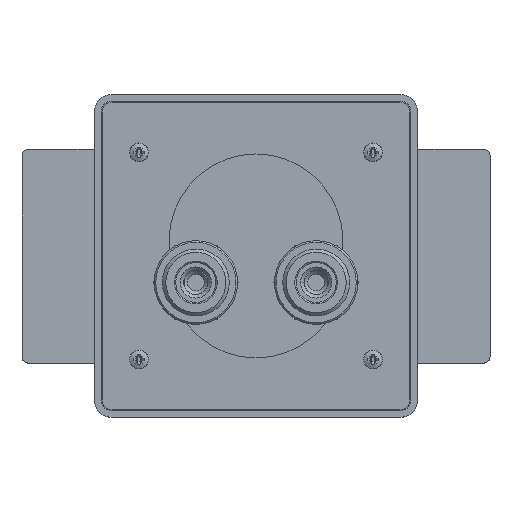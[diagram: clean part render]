
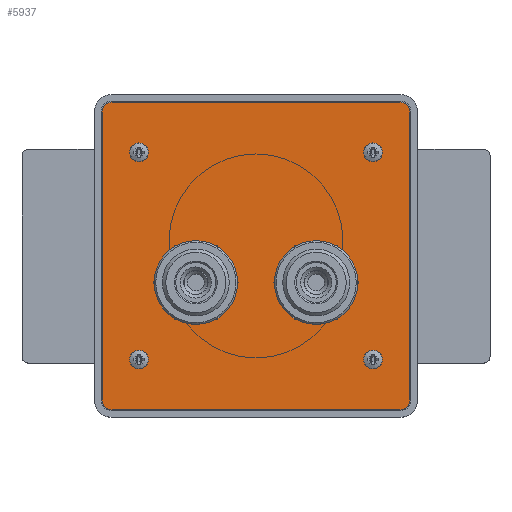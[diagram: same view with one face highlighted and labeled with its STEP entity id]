
A CAD part, top view. The second image highlights one B-rep face of the part: STEP entity #5937.
In plain terms, the highlighted planar face has unit normal (0, 0, 1).
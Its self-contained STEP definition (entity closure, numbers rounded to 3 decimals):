
#410=FACE_BOUND('',#1062,.T.);
#411=FACE_BOUND('',#1063,.T.);
#412=FACE_BOUND('',#1064,.T.);
#413=FACE_BOUND('',#1065,.T.);
#414=FACE_BOUND('',#1066,.T.);
#415=FACE_BOUND('',#1067,.T.);
#673=FACE_OUTER_BOUND('',#1061,.T.);
#1061=EDGE_LOOP('',(#4954,#4955,#4956,#4957,#4958,#4959,#4960,#4961));
#1062=EDGE_LOOP('',(#4962));
#1063=EDGE_LOOP('',(#4963));
#1064=EDGE_LOOP('',(#4964));
#1065=EDGE_LOOP('',(#4965));
#1066=EDGE_LOOP('',(#4966));
#1067=EDGE_LOOP('',(#4967));
#1401=CIRCLE('',#6754,7.);
#1403=CIRCLE('',#6757,7.);
#1405=CIRCLE('',#6760,2.);
#1407=CIRCLE('',#6763,2.);
#1409=CIRCLE('',#6766,2.);
#1411=CIRCLE('',#6769,2.);
#1417=CIRCLE('',#6777,3.);
#1418=CIRCLE('',#6780,3.);
#1419=CIRCLE('',#6783,3.);
#1420=CIRCLE('',#6786,3.);
#1904=LINE('',#10210,#2370);
#1907=LINE('',#10218,#2373);
#1910=LINE('',#10226,#2376);
#1913=LINE('',#10233,#2379);
#2370=VECTOR('',#8239,10.);
#2373=VECTOR('',#8248,10.);
#2376=VECTOR('',#8257,10.);
#2379=VECTOR('',#8266,10.);
#2814=VERTEX_POINT('',#10150);
#2816=VERTEX_POINT('',#10156);
#2818=VERTEX_POINT('',#10162);
#2820=VERTEX_POINT('',#10168);
#2822=VERTEX_POINT('',#10174);
#2824=VERTEX_POINT('',#10180);
#2834=VERTEX_POINT('',#10203);
#2835=VERTEX_POINT('',#10205);
#2836=VERTEX_POINT('',#10209);
#2837=VERTEX_POINT('',#10213);
#2838=VERTEX_POINT('',#10217);
#2839=VERTEX_POINT('',#10221);
#2840=VERTEX_POINT('',#10225);
#2841=VERTEX_POINT('',#10229);
#3529=EDGE_CURVE('',#2814,#2814,#1401,.T.);
#3532=EDGE_CURVE('',#2816,#2816,#1403,.T.);
#3535=EDGE_CURVE('',#2818,#2818,#1405,.T.);
#3538=EDGE_CURVE('',#2820,#2820,#1407,.T.);
#3541=EDGE_CURVE('',#2822,#2822,#1409,.T.);
#3544=EDGE_CURVE('',#2824,#2824,#1411,.T.);
#3556=EDGE_CURVE('',#2835,#2834,#1417,.T.);
#3558=EDGE_CURVE('',#2836,#2835,#1904,.T.);
#3560=EDGE_CURVE('',#2837,#2836,#1418,.T.);
#3562=EDGE_CURVE('',#2838,#2837,#1907,.T.);
#3564=EDGE_CURVE('',#2839,#2838,#1419,.T.);
#3566=EDGE_CURVE('',#2840,#2839,#1910,.T.);
#3568=EDGE_CURVE('',#2841,#2840,#1420,.T.);
#3570=EDGE_CURVE('',#2834,#2841,#1913,.T.);
#4954=ORIENTED_EDGE('',*,*,#3570,.T.);
#4955=ORIENTED_EDGE('',*,*,#3568,.T.);
#4956=ORIENTED_EDGE('',*,*,#3566,.T.);
#4957=ORIENTED_EDGE('',*,*,#3564,.T.);
#4958=ORIENTED_EDGE('',*,*,#3562,.T.);
#4959=ORIENTED_EDGE('',*,*,#3560,.T.);
#4960=ORIENTED_EDGE('',*,*,#3558,.T.);
#4961=ORIENTED_EDGE('',*,*,#3556,.T.);
#4962=ORIENTED_EDGE('',*,*,#3529,.T.);
#4963=ORIENTED_EDGE('',*,*,#3532,.T.);
#4964=ORIENTED_EDGE('',*,*,#3535,.T.);
#4965=ORIENTED_EDGE('',*,*,#3538,.T.);
#4966=ORIENTED_EDGE('',*,*,#3541,.T.);
#4967=ORIENTED_EDGE('',*,*,#3544,.T.);
#5664=PLANE('',#6788);
#5937=ADVANCED_FACE('',(#673,#410,#411,#412,#413,#414,#415),#5664,.T.);
#6754=AXIS2_PLACEMENT_3D('',#10151,#8177,#8178);
#6757=AXIS2_PLACEMENT_3D('',#10157,#8184,#8185);
#6760=AXIS2_PLACEMENT_3D('',#10163,#8191,#8192);
#6763=AXIS2_PLACEMENT_3D('',#10169,#8198,#8199);
#6766=AXIS2_PLACEMENT_3D('',#10175,#8205,#8206);
#6769=AXIS2_PLACEMENT_3D('',#10181,#8212,#8213);
#6777=AXIS2_PLACEMENT_3D('',#10206,#8234,#8235);
#6780=AXIS2_PLACEMENT_3D('',#10214,#8243,#8244);
#6783=AXIS2_PLACEMENT_3D('',#10222,#8252,#8253);
#6786=AXIS2_PLACEMENT_3D('',#10230,#8261,#8262);
#6788=AXIS2_PLACEMENT_3D('',#10234,#8267,#8268);
#8177=DIRECTION('center_axis',(0.,0.,-1.));
#8178=DIRECTION('ref_axis',(1.,0.,0.));
#8184=DIRECTION('center_axis',(0.,0.,-1.));
#8185=DIRECTION('ref_axis',(1.,0.,0.));
#8191=DIRECTION('center_axis',(0.,0.,-1.));
#8192=DIRECTION('ref_axis',(1.,0.,0.));
#8198=DIRECTION('center_axis',(0.,0.,-1.));
#8199=DIRECTION('ref_axis',(1.,0.,0.));
#8205=DIRECTION('center_axis',(0.,0.,-1.));
#8206=DIRECTION('ref_axis',(1.,0.,0.));
#8212=DIRECTION('center_axis',(0.,0.,-1.));
#8213=DIRECTION('ref_axis',(1.,0.,0.));
#8234=DIRECTION('center_axis',(0.,0.,1.));
#8235=DIRECTION('ref_axis',(-1.,0.,0.));
#8239=DIRECTION('',(0.,1.,0.));
#8243=DIRECTION('center_axis',(0.,0.,1.));
#8244=DIRECTION('ref_axis',(0.,1.,0.));
#8248=DIRECTION('',(1.,0.,0.));
#8252=DIRECTION('center_axis',(0.,0.,1.));
#8253=DIRECTION('ref_axis',(1.,0.,0.));
#8257=DIRECTION('',(0.,-1.,0.));
#8261=DIRECTION('center_axis',(0.,0.,1.));
#8262=DIRECTION('ref_axis',(0.,-1.,0.));
#8266=DIRECTION('',(-1.,0.,0.));
#8267=DIRECTION('center_axis',(0.,0.,1.));
#8268=DIRECTION('ref_axis',(1.,0.,0.));
#10150=CARTESIAN_POINT('',(-25.,-8.,1.));
#10151=CARTESIAN_POINT('Origin',(-18.,-8.,1.));
#10156=CARTESIAN_POINT('',(11.,-8.,1.));
#10157=CARTESIAN_POINT('Origin',(18.,-8.,1.));
#10162=CARTESIAN_POINT('',(33.,-31.,1.));
#10163=CARTESIAN_POINT('Origin',(35.,-31.,1.));
#10168=CARTESIAN_POINT('',(-37.,31.,1.));
#10169=CARTESIAN_POINT('Origin',(-35.,31.,1.));
#10174=CARTESIAN_POINT('',(33.,31.,1.));
#10175=CARTESIAN_POINT('Origin',(35.,31.,1.));
#10180=CARTESIAN_POINT('',(-37.,-31.,1.));
#10181=CARTESIAN_POINT('Origin',(-35.,-31.,1.));
#10203=CARTESIAN_POINT('',(43.,46.,1.));
#10205=CARTESIAN_POINT('',(46.,43.,1.));
#10206=CARTESIAN_POINT('Origin',(43.,43.,1.));
#10209=CARTESIAN_POINT('',(46.,-43.,1.));
#10210=CARTESIAN_POINT('',(46.,43.,1.));
#10213=CARTESIAN_POINT('',(43.,-46.,1.));
#10214=CARTESIAN_POINT('Origin',(43.,-43.,1.));
#10217=CARTESIAN_POINT('',(-43.,-46.,1.));
#10218=CARTESIAN_POINT('',(43.,-46.,1.));
#10221=CARTESIAN_POINT('',(-46.,-43.,1.));
#10222=CARTESIAN_POINT('Origin',(-43.,-43.,1.));
#10225=CARTESIAN_POINT('',(-46.,43.,1.));
#10226=CARTESIAN_POINT('',(-46.,-43.,1.));
#10229=CARTESIAN_POINT('',(-43.,46.,1.));
#10230=CARTESIAN_POINT('Origin',(-43.,43.,1.));
#10233=CARTESIAN_POINT('',(-43.,46.,1.));
#10234=CARTESIAN_POINT('Origin',(0.,0.,
1.));
